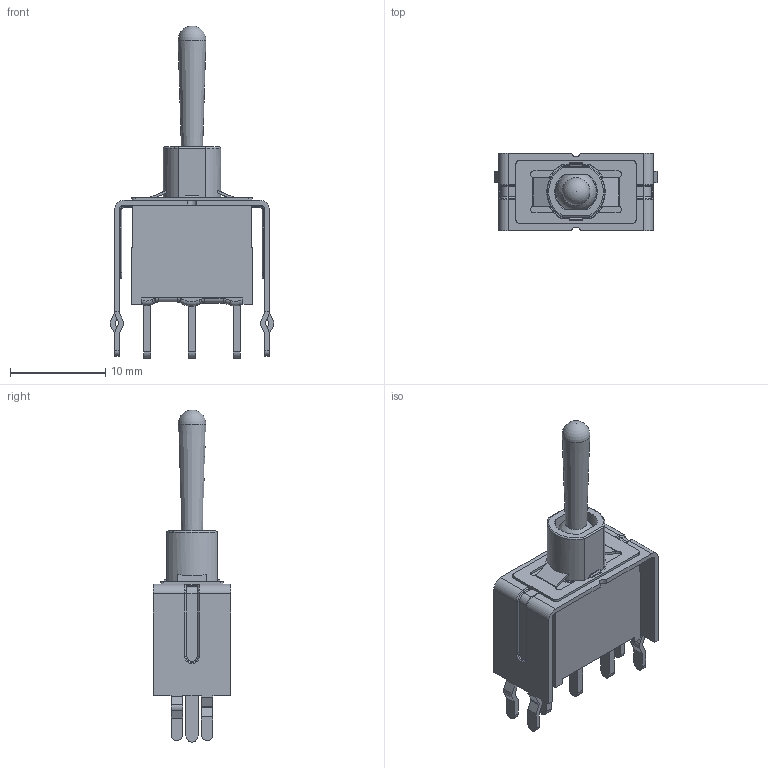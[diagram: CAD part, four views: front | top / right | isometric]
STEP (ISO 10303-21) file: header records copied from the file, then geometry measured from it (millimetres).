
FILE_DESCRIPTION(/* description */ (''),/* implementation_level */ '2;1');
FILE_NAME(/* name */ '100AWSPxT1B4VS21xE.stp',/* time_stamp */ '2026-01-12T21:22:45-06:00',/* author */ ('jmeyers'),/* organization */ (''),/* preprocessor_version */ 'ST-DEVELOPER v18.1',/* originating_system */ 'Autodesk Inventor 2022',/* authorisation */ '');
FILE_SCHEMA (('AUTOMOTIVE_DESIGN { 1 0 10303 214 3 1 1 }','AP242_MANAGED_MODEL_BASED_3D_ENGINEERING_MIM_LF { 1 0 10303 442 1 1 4 }'));
Length unit declared in the file: inch
Products named in the file (1): Part31
Bounding box: 17.15 x 8.13 x 34.85 mm (x, y, z)
Volume: 1195.5 mm3; surface area: 1635.5 mm2
Topology: 1 solids, 1 shells, 346 faces, 933 edges, 584 vertices
Faces by surface type: plane 149, cylinder 130, torus 56, bspline 8, sphere 2, cone 1
Entity records: 11288 total; most frequent: CARTESIAN_POINT 2410, DIRECTION 1893, ORIENTED_EDGE 1862, EDGE_CURVE 931, AXIS2_PLACEMENT_3D 673, VERTEX_POINT 584, LINE 547, VECTOR 547
